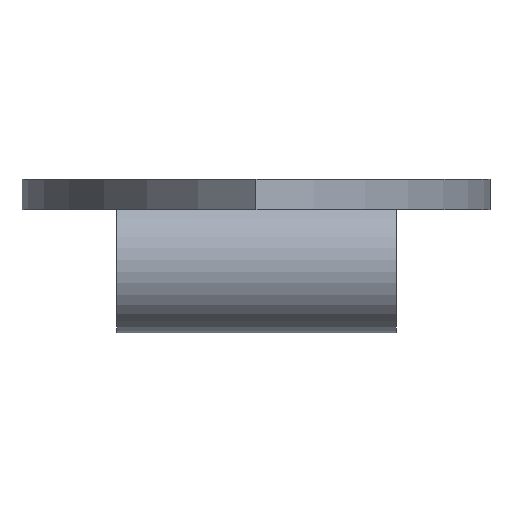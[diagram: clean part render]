
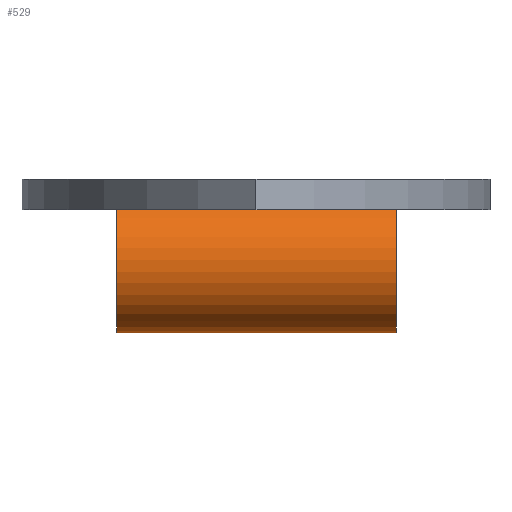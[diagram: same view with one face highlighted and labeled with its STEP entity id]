
A CAD part, front view. The second image highlights one B-rep face of the part: STEP entity #529.
In plain terms, the highlighted cylindrical face has radius 167.155 mm (diameter 334.311 mm), a partial arc.
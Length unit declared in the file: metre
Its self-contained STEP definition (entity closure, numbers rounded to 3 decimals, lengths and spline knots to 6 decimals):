
#21=CYLINDRICAL_SURFACE('',#754,0.167155);
#48=CIRCLE('',#755,0.167155);
#49=CIRCLE('',#756,0.167155);
#182=ORIENTED_EDGE('',*,*,#195,.F.);
#183=ORIENTED_EDGE('',*,*,#264,.T.);
#184=ORIENTED_EDGE('',*,*,#205,.F.);
#185=ORIENTED_EDGE('',*,*,#265,.F.);
#195=EDGE_CURVE('',#266,#268,#315,.T.);
#205=EDGE_CURVE('',#277,#275,#321,.F.);
#264=EDGE_CURVE('',#266,#275,#48,.T.);
#265=EDGE_CURVE('',#268,#277,#49,.T.);
#266=VERTEX_POINT('',#918);
#268=VERTEX_POINT('',#921);
#275=VERTEX_POINT('',#935);
#277=VERTEX_POINT('',#939);
#315=LINE('',#920,#359);
#321=LINE('',#940,#365);
#359=VECTOR('',#764,1.);
#365=VECTOR('',#778,1.);
#429=EDGE_LOOP('',(#182,#183,#184,#185));
#459=FACE_BOUND('',#429,.T.);
#529=ADVANCED_FACE('',(#459),#21,.T.);
#754=AXIS2_PLACEMENT_3D('',#1058,#905,#906);
#755=AXIS2_PLACEMENT_3D('',#1059,#907,#908);
#756=AXIS2_PLACEMENT_3D('',#1060,#909,#910);
#764=DIRECTION('',(-1.,0.,0.));
#778=DIRECTION('',(-1.,0.,0.));
#905=DIRECTION('',(-1.,0.,0.));
#906=DIRECTION('',(0.,0.,1.));
#907=DIRECTION('',(-1.,0.,0.));
#908=DIRECTION('',(0.,0.,1.));
#909=DIRECTION('',(-1.,0.,0.));
#910=DIRECTION('',(0.,0.,1.));
#918=CARTESIAN_POINT('',(4.445892,0.139847,0.025));
#920=CARTESIAN_POINT('',(4.445892,0.139847,0.025));
#921=CARTESIAN_POINT('',(3.764892,0.139847,0.025));
#935=CARTESIAN_POINT('',(4.445892,-0.060526,0.025));
#939=CARTESIAN_POINT('',(3.764892,-0.060526,0.025));
#940=CARTESIAN_POINT('',(4.445892,-0.060526,0.025));
#1058=CARTESIAN_POINT('',(4.445892,0.039661,-0.108804));
#1059=CARTESIAN_POINT('',(4.445892,0.039661,-0.108804));
#1060=CARTESIAN_POINT('',(3.764892,0.039661,-0.108804));
